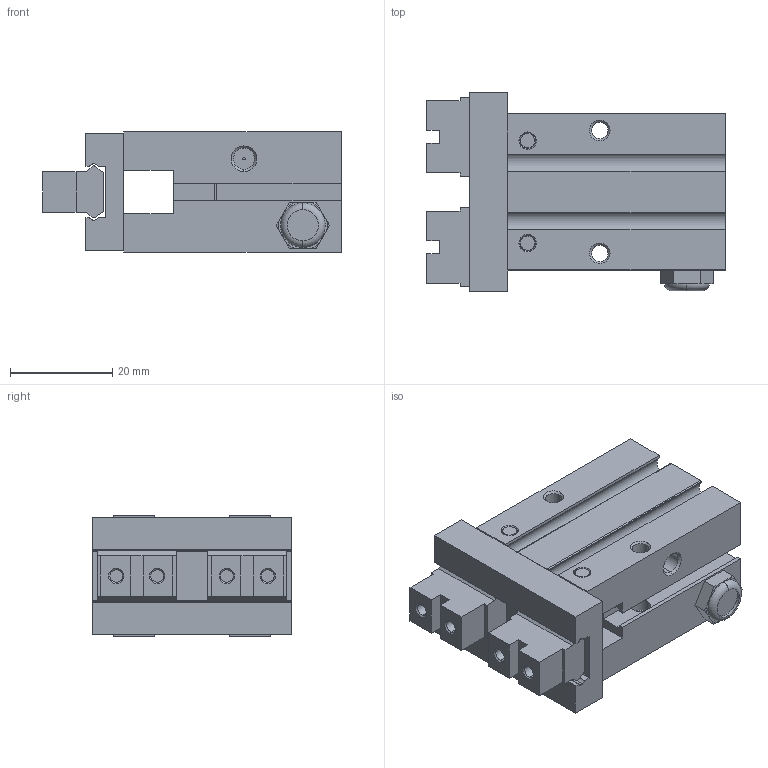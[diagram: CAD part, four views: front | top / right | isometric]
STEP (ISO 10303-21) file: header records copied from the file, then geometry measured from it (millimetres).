
FILE_DESCRIPTION (( 'STEP AP203' ), '1' );
FILE_NAME ('KP16MSA-MB.step', '2017-07-18T20:18:38', ( '' ), ( '' ), 'SwSTEP 2.0', 'SolidWorks 2017', '' );
FILE_SCHEMA (( 'CONFIG_CONTROL_DESIGN' ));
Length unit declared in the file: millimetre
Products named in the file (4): KP16MSA-MB-1; KP16MSA-MB-2; KP16MSA-MB-3; KP16MSA-MB
Assembly tree (3 placements, depth 2):
  KP16MSA-MB
    KP16MSA-MB-1
    KP16MSA-MB-2
    KP16MSA-MB-3
Bounding box: 58.3 x 39 x 23.5 mm (x, y, z)
Volume: 30496 mm3; surface area: 13456.2 mm2
Topology: 3 solids, 4 shells, 263 faces, 658 edges, 420 vertices
Faces by surface type: plane 133, cylinder 68, cone 60, torus 2
Entity records: 8376 total; most frequent: CARTESIAN_POINT 1701, ORIENTED_EDGE 1316, DIRECTION 1296, EDGE_CURVE 658, AXIS2_PLACEMENT_3D 483, VERTEX_POINT 420, VECTOR 330, LINE 330
